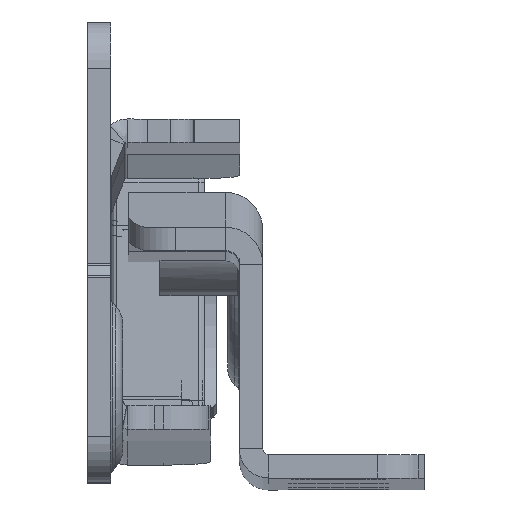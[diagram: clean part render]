
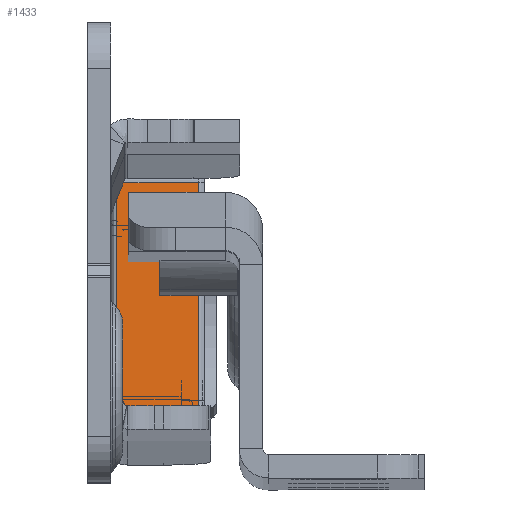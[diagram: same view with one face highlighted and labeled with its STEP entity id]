
A CAD part, top view. The second image highlights one B-rep face of the part: STEP entity #1433.
In plain terms, the highlighted face is planar.
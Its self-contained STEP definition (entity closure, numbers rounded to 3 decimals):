
#27 = CARTESIAN_POINT ( 'NONE',  ( 0., -11., 8. ) ) ;
#150 = VECTOR ( 'NONE', #9130, 1000. ) ;
#573 = CARTESIAN_POINT ( 'NONE',  ( 0., 11., 0.5 ) ) ;
#1008 = ORIENTED_EDGE ( 'NONE', *, *, #2594, .T. ) ;
#1345 = AXIS2_PLACEMENT_3D ( 'NONE', #10636, #4654, #4716 ) ;
#1433 = ADVANCED_FACE ( 'NONE', ( #6720 ), #12527, .T. ) ;
#1699 = CARTESIAN_POINT ( 'NONE',  ( 0., 11., 8. ) ) ;
#1762 = EDGE_LOOP ( 'NONE', ( #10682, #7439, #7248, #1008 ) ) ;
#1796 = VECTOR ( 'NONE', #6017, 1000. ) ;
#1929 = DIRECTION ( 'NONE',  ( 0., 1., 0. ) ) ;
#2594 = EDGE_CURVE ( 'NONE', #8348, #5730, #4833, .T. ) ;
#2933 = DIRECTION ( 'NONE',  ( 0., 0., -1. ) ) ;
#2974 = VECTOR ( 'NONE', #1929, 1000. ) ;
#3034 = CARTESIAN_POINT ( 'NONE',  ( 0., -11., 7.5 ) ) ;
#3200 = CARTESIAN_POINT ( 'NONE',  ( 0., -11., 0.5 ) ) ;
#4168 = VECTOR ( 'NONE', #2933, 1000. ) ;
#4654 = DIRECTION ( 'NONE',  ( -1., 0., 0. ) ) ;
#4716 = DIRECTION ( 'NONE',  ( 0., 0., 1. ) ) ;
#4724 = VERTEX_POINT ( 'NONE', #573 ) ;
#4833 = LINE ( 'NONE', #3034, #2974 ) ;
#5345 = EDGE_CURVE ( 'NONE', #4724, #8264, #6047, .T. ) ;
#5508 = EDGE_CURVE ( 'NONE', #5730, #4724, #10519, .T. ) ;
#5730 = VERTEX_POINT ( 'NONE', #12149 ) ;
#6017 = DIRECTION ( 'NONE',  ( 0., 0., -1. ) ) ;
#6036 = CARTESIAN_POINT ( 'NONE',  ( 0., -11., 7.5 ) ) ;
#6047 = LINE ( 'NONE', #3200, #150 ) ;
#6720 = FACE_OUTER_BOUND ( 'NONE', #1762, .T. ) ;
#6972 = EDGE_CURVE ( 'NONE', #8348, #8264, #11729, .T. ) ;
#7248 = ORIENTED_EDGE ( 'NONE', *, *, #6972, .F. ) ;
#7439 = ORIENTED_EDGE ( 'NONE', *, *, #5345, .T. ) ;
#8264 = VERTEX_POINT ( 'NONE', #8929 ) ;
#8348 = VERTEX_POINT ( 'NONE', #6036 ) ;
#8929 = CARTESIAN_POINT ( 'NONE',  ( 0., -11., 0.5 ) ) ;
#9130 = DIRECTION ( 'NONE',  ( 0., -1., 0. ) ) ;
#10519 = LINE ( 'NONE', #1699, #1796 ) ;
#10636 = CARTESIAN_POINT ( 'NONE',  ( 0., -11., 8. ) ) ;
#10682 = ORIENTED_EDGE ( 'NONE', *, *, #5508, .T. ) ;
#11729 = LINE ( 'NONE', #27, #4168 ) ;
#12149 = CARTESIAN_POINT ( 'NONE',  ( 0., 11., 7.5 ) ) ;
#12527 = PLANE ( 'NONE',  #1345 ) ;
